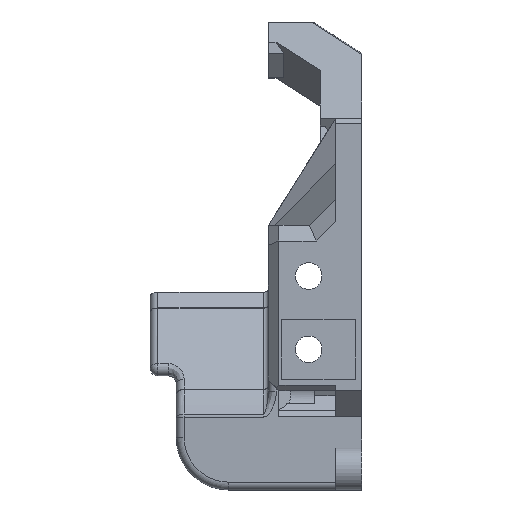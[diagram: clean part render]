
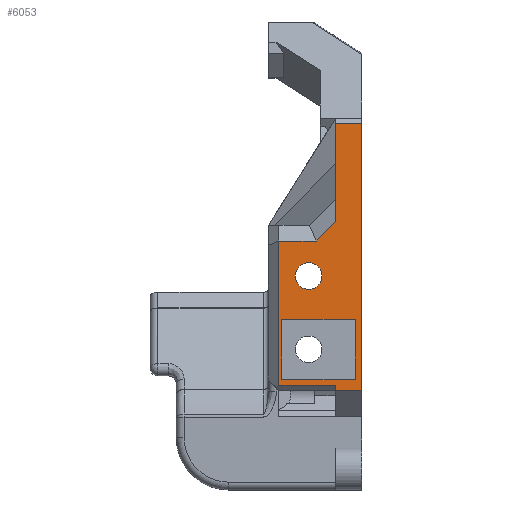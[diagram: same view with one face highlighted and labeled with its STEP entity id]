
A CAD part, left-side view. The second image highlights one B-rep face of the part: STEP entity #6053.
In plain terms, the highlighted planar face has unit normal (-1, 0, 0).
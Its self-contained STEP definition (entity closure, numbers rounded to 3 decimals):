
#247=FACE_BOUND('',#879,.T.);
#248=FACE_BOUND('',#880,.T.);
#350=CIRCLE('',#6504,2.55);
#531=FACE_OUTER_BOUND('',#878,.T.);
#878=EDGE_LOOP('',(#4791,#4792,#4793,#4794,#4795,#4796,#4797,#4798,#4799,
#4800,#4801));
#879=EDGE_LOOP('',(#4802,#4803,#4804,#4805));
#880=EDGE_LOOP('',(#4806));
#1222=LINE('',#8677,#1893);
#1444=LINE('',#10119,#2115);
#1445=LINE('',#10122,#2116);
#1446=LINE('',#10124,#2117);
#1447=LINE('',#10126,#2118);
#1448=LINE('',#10128,#2119);
#1449=LINE('',#10130,#2120);
#1450=LINE('',#10132,#2121);
#1451=LINE('',#10134,#2122);
#1452=LINE('',#10136,#2123);
#1453=LINE('',#10137,#2124);
#1454=LINE('',#10140,#2125);
#1455=LINE('',#10142,#2126);
#1456=LINE('',#10144,#2127);
#1457=LINE('',#10145,#2128);
#1893=VECTOR('',#6994,1000.);
#2115=VECTOR('',#7598,10.);
#2116=VECTOR('',#7601,10.);
#2117=VECTOR('',#7602,10.);
#2118=VECTOR('',#7603,10.);
#2119=VECTOR('',#7604,1000.);
#2120=VECTOR('',#7605,1000.);
#2121=VECTOR('',#7606,1000.);
#2122=VECTOR('',#7607,1000.);
#2123=VECTOR('',#7608,1000.);
#2124=VECTOR('',#7609,1000.);
#2125=VECTOR('',#7610,1000.);
#2126=VECTOR('',#7611,1000.);
#2127=VECTOR('',#7612,1000.);
#2128=VECTOR('',#7613,1000.);
#2526=VERTEX_POINT('',#8674);
#2527=VERTEX_POINT('',#8676);
#2787=VERTEX_POINT('',#10117);
#2788=VERTEX_POINT('',#10121);
#2789=VERTEX_POINT('',#10123);
#2790=VERTEX_POINT('',#10125);
#2791=VERTEX_POINT('',#10127);
#2792=VERTEX_POINT('',#10129);
#2793=VERTEX_POINT('',#10131);
#2794=VERTEX_POINT('',#10133);
#2795=VERTEX_POINT('',#10135);
#2796=VERTEX_POINT('',#10138);
#2797=VERTEX_POINT('',#10139);
#2798=VERTEX_POINT('',#10141);
#2799=VERTEX_POINT('',#10143);
#2800=VERTEX_POINT('',#10146);
#3146=EDGE_CURVE('',#2526,#2527,#1222,.T.);
#3517=EDGE_CURVE('',#2787,#2526,#1444,.T.);
#3518=EDGE_CURVE('',#2788,#2787,#1445,.T.);
#3519=EDGE_CURVE('',#2789,#2788,#1446,.T.);
#3520=EDGE_CURVE('',#2790,#2789,#1447,.T.);
#3521=EDGE_CURVE('',#2790,#2791,#1448,.T.);
#3522=EDGE_CURVE('',#2791,#2792,#1449,.T.);
#3523=EDGE_CURVE('',#2792,#2793,#1450,.T.);
#3524=EDGE_CURVE('',#2793,#2794,#1451,.T.);
#3525=EDGE_CURVE('',#2794,#2795,#1452,.T.);
#3526=EDGE_CURVE('',#2527,#2795,#1453,.T.);
#3527=EDGE_CURVE('',#2796,#2797,#1454,.T.);
#3528=EDGE_CURVE('',#2796,#2798,#1455,.T.);
#3529=EDGE_CURVE('',#2798,#2799,#1456,.T.);
#3530=EDGE_CURVE('',#2797,#2799,#1457,.T.);
#3531=EDGE_CURVE('',#2800,#2800,#350,.T.);
#4791=ORIENTED_EDGE('',*,*,#3517,.F.);
#4792=ORIENTED_EDGE('',*,*,#3518,.F.);
#4793=ORIENTED_EDGE('',*,*,#3519,.F.);
#4794=ORIENTED_EDGE('',*,*,#3520,.F.);
#4795=ORIENTED_EDGE('',*,*,#3521,.T.);
#4796=ORIENTED_EDGE('',*,*,#3522,.T.);
#4797=ORIENTED_EDGE('',*,*,#3523,.T.);
#4798=ORIENTED_EDGE('',*,*,#3524,.T.);
#4799=ORIENTED_EDGE('',*,*,#3525,.T.);
#4800=ORIENTED_EDGE('',*,*,#3526,.F.);
#4801=ORIENTED_EDGE('',*,*,#3146,.F.);
#4802=ORIENTED_EDGE('',*,*,#3527,.F.);
#4803=ORIENTED_EDGE('',*,*,#3528,.T.);
#4804=ORIENTED_EDGE('',*,*,#3529,.T.);
#4805=ORIENTED_EDGE('',*,*,#3530,.F.);
#4806=ORIENTED_EDGE('',*,*,#3531,.F.);
#5754=PLANE('',#6503);
#6053=ADVANCED_FACE('',(#531,#247,#248),#5754,.F.);
#6503=AXIS2_PLACEMENT_3D('',#10120,#7599,#7600);
#6504=AXIS2_PLACEMENT_3D('',#10147,#7614,#7615);
#6994=DIRECTION('',(0.,0.,-1.));
#7598=DIRECTION('',(0.,-1.,0.));
#7599=DIRECTION('center_axis',(1.,0.,0.));
#7600=DIRECTION('ref_axis',(0.,0.,-1.));
#7601=DIRECTION('',(0.,0.,1.));
#7602=DIRECTION('',(0.,1.,0.));
#7603=DIRECTION('',(0.,0.,1.));
#7604=DIRECTION('',(0.,0.707,-0.707));
#7605=DIRECTION('',(0.,1.,0.));
#7606=DIRECTION('',(0.,0.,-1.));
#7607=DIRECTION('',(0.,-1.,0.));
#7608=DIRECTION('',(0.,0.,-1.));
#7609=DIRECTION('',(0.,1.,0.));
#7610=DIRECTION('',(0.,0.,-1.));
#7611=DIRECTION('',(0.,-1.,0.));
#7612=DIRECTION('',(0.,0.,-1.));
#7613=DIRECTION('',(0.,-1.,0.));
#7614=DIRECTION('center_axis',(-1.,0.,0.));
#7615=DIRECTION('ref_axis',(0.,0.,1.));
#8674=CARTESIAN_POINT('',(-22.05,-5.,27.5));
#8676=CARTESIAN_POINT('',(-22.05,-5.,-23.5));
#8677=CARTESIAN_POINT('',(-22.05,-5.,2.));
#10117=CARTESIAN_POINT('',(-22.05,0.029,27.5));
#10119=CARTESIAN_POINT('',(-22.05,-5.,27.5));
#10120=CARTESIAN_POINT('Origin',(-22.05,-5.,2.));
#10121=CARTESIAN_POINT('',(-22.05,0.029,13.297));
#10122=CARTESIAN_POINT('',(-22.05,0.029,31.372));
#10123=CARTESIAN_POINT('',(-22.05,0.,13.297));
#10124=CARTESIAN_POINT('',(-22.05,-5.,13.297));
#10125=CARTESIAN_POINT('',(-22.05,0.,8.807));
#10126=CARTESIAN_POINT('',(-22.05,0.,11.336));
#10127=CARTESIAN_POINT('',(-22.05,3.757,5.05));
#10128=CARTESIAN_POINT('',(-22.05,0.904,7.904));
#10129=CARTESIAN_POINT('',(-22.05,10.85,5.05));
#10130=CARTESIAN_POINT('',(-22.05,12.85,5.05));
#10131=CARTESIAN_POINT('',(-22.05,10.85,-22.5));
#10132=CARTESIAN_POINT('',(-22.05,10.85,2.));
#10133=CARTESIAN_POINT('',(-22.05,0.,-22.5));
#10134=CARTESIAN_POINT('',(-22.05,-5.,-22.5));
#10135=CARTESIAN_POINT('',(-22.05,0.,-23.5));
#10136=CARTESIAN_POINT('',(-22.05,0.,2.));
#10137=CARTESIAN_POINT('',(-22.05,-5.,-23.5));
#10138=CARTESIAN_POINT('',(-22.05,10.35,-9.95));
#10139=CARTESIAN_POINT('',(-22.05,10.35,-21.35));
#10140=CARTESIAN_POINT('',(-22.05,10.35,-15.65));
#10141=CARTESIAN_POINT('',(-22.05,-3.75,-9.95));
#10142=CARTESIAN_POINT('',(-22.05,3.05,-9.95));
#10143=CARTESIAN_POINT('',(-22.05,-3.75,-21.35));
#10144=CARTESIAN_POINT('',(-22.05,-3.75,-15.65));
#10145=CARTESIAN_POINT('',(-22.05,3.05,-21.35));
#10146=CARTESIAN_POINT('',(-22.05,5.181,-4.2));
#10147=CARTESIAN_POINT('Origin',(-22.05,5.181,-1.65));
